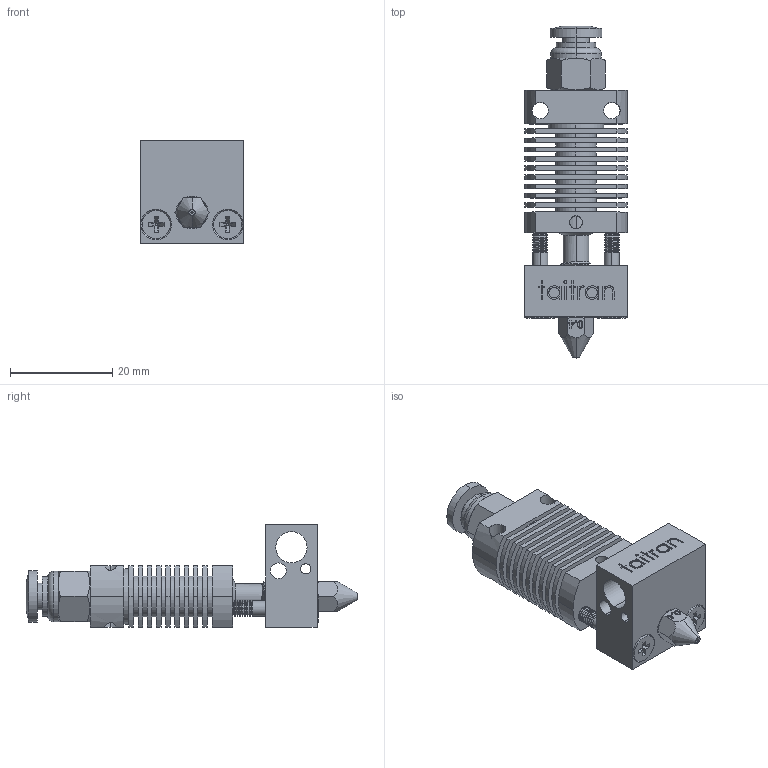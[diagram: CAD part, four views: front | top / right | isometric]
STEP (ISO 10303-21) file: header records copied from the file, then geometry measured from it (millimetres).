
FILE_DESCRIPTION (( 'STEP AP214' ), '1' );
FILE_NAME ('CR10 hotend by taitran.STEP', '2021-04-10T06:21:44', ( '' ), ( '' ), 'SwSTEP 2.0', 'SolidWorks 2020', '' );
FILE_SCHEMA (( 'AUTOMOTIVE_DESIGN' ));
Length unit declared in the file: millimetre
Products named in the file (1): CR10 hotend by taitran
Bounding box: 20 x 64.83 x 20 mm (x, y, z)
Volume: 7917.8 mm3; surface area: 11587.8 mm2
Topology: 7 solids, 7 shells, 575 faces, 1457 edges, 931 vertices
Faces by surface type: cylinder 186, plane 183, cone 150, bspline 54, torus 2
Entity records: 29618 total; most frequent: CARTESIAN_POINT 9585, ORIENTED_EDGE 2910, DIRECTION 2746, EDGE_CURVE 1455, AXIS2_PLACEMENT_3D 1012, VERTEX_POINT 931, VECTOR 722, LINE 722
